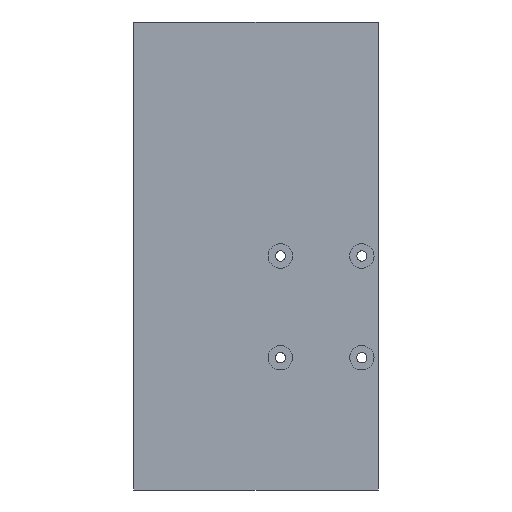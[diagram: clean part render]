
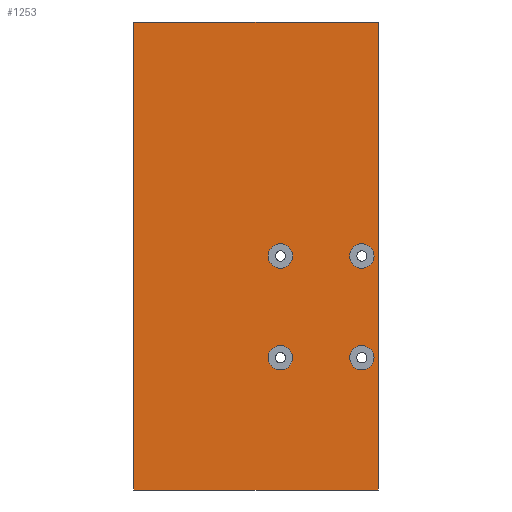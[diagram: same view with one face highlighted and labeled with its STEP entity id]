
A CAD part, front view. The second image highlights one B-rep face of the part: STEP entity #1253.
In plain terms, the highlighted planar face has unit normal (0, -1, 0).
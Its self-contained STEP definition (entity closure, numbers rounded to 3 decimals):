
#22 = DIRECTION ( 'NONE',  ( 0., 1., 0. ) ) ;
#25 = VERTEX_POINT ( 'NONE', #32 ) ;
#32 = CARTESIAN_POINT ( 'NONE',  ( 26., 0., -20.5 ) ) ;
#40 = VERTEX_POINT ( 'NONE', #586 ) ;
#58 = DIRECTION ( 'NONE',  ( 0., 0., -1. ) ) ;
#64 = ORIENTED_EDGE ( 'NONE', *, *, #797, .F. ) ;
#65 = AXIS2_PLACEMENT_3D ( 'NONE', #1135, #1379, #1272 ) ;
#66 = CARTESIAN_POINT ( 'NONE',  ( -30., 0., 50. ) ) ;
#69 = DIRECTION ( 'NONE',  ( 0., 0., -1. ) ) ;
#88 = VERTEX_POINT ( 'NONE', #1088 ) ;
#93 = EDGE_LOOP ( 'NONE', ( #95, #211 ) ) ;
#95 = ORIENTED_EDGE ( 'NONE', *, *, #982, .F. ) ;
#102 = CARTESIAN_POINT ( 'NONE',  ( 6., 0., 7.5 ) ) ;
#117 = VERTEX_POINT ( 'NONE', #847 ) ;
#127 = FACE_BOUND ( 'NONE', #1065, .T. ) ;
#135 = VECTOR ( 'NONE', #1060, 1000. ) ;
#139 = DIRECTION ( 'NONE',  ( 0., -1., 0. ) ) ;
#146 = FACE_BOUND ( 'NONE', #93, .T. ) ;
#168 = EDGE_CURVE ( 'NONE', #25, #508, #1312, .T. ) ;
#192 = CARTESIAN_POINT ( 'NONE',  ( 26., 0., 7.5 ) ) ;
#204 = CIRCLE ( 'NONE', #275, 3. ) ;
#206 = VECTOR ( 'NONE', #288, 1000. ) ;
#210 = DIRECTION ( 'NONE',  ( 0., -1., 0. ) ) ;
#211 = ORIENTED_EDGE ( 'NONE', *, *, #1206, .F. ) ;
#229 = ORIENTED_EDGE ( 'NONE', *, *, #168, .F. ) ;
#253 = ORIENTED_EDGE ( 'NONE', *, *, #890, .F. ) ;
#264 = DIRECTION ( 'NONE',  ( 0., 0., -1. ) ) ;
#266 = LINE ( 'NONE', #1284, #135 ) ;
#275 = AXIS2_PLACEMENT_3D ( 'NONE', #102, #1320, #540 ) ;
#281 = CARTESIAN_POINT ( 'NONE',  ( 26., 0., 10.5 ) ) ;
#288 = DIRECTION ( 'NONE',  ( 0., 0., 1. ) ) ;
#296 = CIRCLE ( 'NONE', #410, 3. ) ;
#297 = DIRECTION ( 'NONE',  ( 0., 0., -1. ) ) ;
#333 = ORIENTED_EDGE ( 'NONE', *, *, #551, .F. ) ;
#359 = DIRECTION ( 'NONE',  ( 0., -1., 0. ) ) ;
#363 = AXIS2_PLACEMENT_3D ( 'NONE', #1412, #521, #297 ) ;
#391 = CIRCLE ( 'NONE', #809, 3. ) ;
#395 = CARTESIAN_POINT ( 'NONE',  ( 26., 0., -17.5 ) ) ;
#399 = CARTESIAN_POINT ( 'NONE',  ( 30., 0., -50. ) ) ;
#405 = LINE ( 'NONE', #399, #544 ) ;
#410 = AXIS2_PLACEMENT_3D ( 'NONE', #967, #1403, #69 ) ;
#454 = CARTESIAN_POINT ( 'NONE',  ( 26., 0., 4.5 ) ) ;
#462 = FACE_BOUND ( 'NONE', #1172, .T. ) ;
#493 = CARTESIAN_POINT ( 'NONE',  ( 30., 0., 50. ) ) ;
#508 = VERTEX_POINT ( 'NONE', #1359 ) ;
#512 = EDGE_CURVE ( 'NONE', #508, #25, #1070, .T. ) ;
#521 = DIRECTION ( 'NONE',  ( 0., -1., 0. ) ) ;
#540 = DIRECTION ( 'NONE',  ( 0., 0., -1. ) ) ;
#544 = VECTOR ( 'NONE', #1076, 1000. ) ;
#546 = ORIENTED_EDGE ( 'NONE', *, *, #1307, .F. ) ;
#549 = AXIS2_PLACEMENT_3D ( 'NONE', #812, #22, #910 ) ;
#551 = EDGE_CURVE ( 'NONE', #88, #1012, #1086, .T. ) ;
#558 = CARTESIAN_POINT ( 'NONE',  ( 6., 0., 7.5 ) ) ;
#586 = CARTESIAN_POINT ( 'NONE',  ( 30., 0., 65. ) ) ;
#609 = DIRECTION ( 'NONE',  ( 0., -1., 0. ) ) ;
#630 = DIRECTION ( 'NONE',  ( 0., 0., -1. ) ) ;
#638 = ORIENTED_EDGE ( 'NONE', *, *, #1057, .F. ) ;
#657 = DIRECTION ( 'NONE',  ( 0., 0., -1. ) ) ;
#658 = ORIENTED_EDGE ( 'NONE', *, *, #1323, .F. ) ;
#666 = AXIS2_PLACEMENT_3D ( 'NONE', #558, #139, #1148 ) ;
#676 = CARTESIAN_POINT ( 'NONE',  ( -30., 0., -50. ) ) ;
#696 = AXIS2_PLACEMENT_3D ( 'NONE', #395, #359, #264 ) ;
#712 = LINE ( 'NONE', #66, #206 ) ;
#717 = LINE ( 'NONE', #493, #814 ) ;
#724 = VERTEX_POINT ( 'NONE', #676 ) ;
#765 = CARTESIAN_POINT ( 'NONE',  ( 6., 0., -17.5 ) ) ;
#797 = EDGE_CURVE ( 'NONE', #1321, #724, #405, .T. ) ;
#809 = AXIS2_PLACEMENT_3D ( 'NONE', #192, #609, #630 ) ;
#812 = CARTESIAN_POINT ( 'NONE',  ( 0., 0., 0. ) ) ;
#814 = VECTOR ( 'NONE', #58, 1000. ) ;
#827 = CARTESIAN_POINT ( 'NONE',  ( -30., 0., 65. ) ) ;
#846 = EDGE_CURVE ( 'NONE', #1158, #1342, #296, .T. ) ;
#847 = CARTESIAN_POINT ( 'NONE',  ( 6., 0., 4.5 ) ) ;
#876 = EDGE_LOOP ( 'NONE', ( #229, #932 ) ) ;
#890 = EDGE_CURVE ( 'NONE', #1342, #1158, #391, .T. ) ;
#910 = DIRECTION ( 'NONE',  ( 0., 0., 1. ) ) ;
#917 = PLANE ( 'NONE',  #549 ) ;
#932 = ORIENTED_EDGE ( 'NONE', *, *, #512, .F. ) ;
#967 = CARTESIAN_POINT ( 'NONE',  ( 26., 0., 7.5 ) ) ;
#982 = EDGE_CURVE ( 'NONE', #117, #1191, #204, .T. ) ;
#998 = ORIENTED_EDGE ( 'NONE', *, *, #846, .F. ) ;
#1012 = VERTEX_POINT ( 'NONE', #1410 ) ;
#1018 = CIRCLE ( 'NONE', #666, 3. ) ;
#1021 = FACE_BOUND ( 'NONE', #876, .T. ) ;
#1057 = EDGE_CURVE ( 'NONE', #1012, #88, #1246, .T. ) ;
#1060 = DIRECTION ( 'NONE',  ( 1., 0., 0. ) ) ;
#1065 = EDGE_LOOP ( 'NONE', ( #638, #333 ) ) ;
#1070 = CIRCLE ( 'NONE', #696, 3. ) ;
#1076 = DIRECTION ( 'NONE',  ( -1., 0., 0. ) ) ;
#1086 = CIRCLE ( 'NONE', #65, 3. ) ;
#1088 = CARTESIAN_POINT ( 'NONE',  ( 6., 0., -14.5 ) ) ;
#1127 = CARTESIAN_POINT ( 'NONE',  ( 6., 0., 10.5 ) ) ;
#1135 = CARTESIAN_POINT ( 'NONE',  ( 6., 0., -17.5 ) ) ;
#1148 = DIRECTION ( 'NONE',  ( 0., 0., -1. ) ) ;
#1158 = VERTEX_POINT ( 'NONE', #454 ) ;
#1170 = ORIENTED_EDGE ( 'NONE', *, *, #1303, .F. ) ;
#1172 = EDGE_LOOP ( 'NONE', ( #998, #253 ) ) ;
#1191 = VERTEX_POINT ( 'NONE', #1127 ) ;
#1200 = AXIS2_PLACEMENT_3D ( 'NONE', #765, #210, #657 ) ;
#1206 = EDGE_CURVE ( 'NONE', #1191, #117, #1018, .T. ) ;
#1246 = CIRCLE ( 'NONE', #1200, 3. ) ;
#1253 = ADVANCED_FACE ( 'NONE', ( #462, #127, #1021, #146, #1360 ), #917, .F. ) ;
#1264 = CARTESIAN_POINT ( 'NONE',  ( 30., 0., -50. ) ) ;
#1272 = DIRECTION ( 'NONE',  ( 0., 0., -1. ) ) ;
#1284 = CARTESIAN_POINT ( 'NONE',  ( -96.708, 0., 65. ) ) ;
#1303 = EDGE_CURVE ( 'NONE', #1332, #40, #266, .T. ) ;
#1307 = EDGE_CURVE ( 'NONE', #724, #1332, #712, .T. ) ;
#1312 = CIRCLE ( 'NONE', #363, 3. ) ;
#1320 = DIRECTION ( 'NONE',  ( 0., -1., 0. ) ) ;
#1321 = VERTEX_POINT ( 'NONE', #1264 ) ;
#1323 = EDGE_CURVE ( 'NONE', #40, #1321, #717, .T. ) ;
#1332 = VERTEX_POINT ( 'NONE', #827 ) ;
#1342 = VERTEX_POINT ( 'NONE', #281 ) ;
#1351 = EDGE_LOOP ( 'NONE', ( #546, #64, #658, #1170 ) ) ;
#1359 = CARTESIAN_POINT ( 'NONE',  ( 26., 0., -14.5 ) ) ;
#1360 = FACE_OUTER_BOUND ( 'NONE', #1351, .T. ) ;
#1379 = DIRECTION ( 'NONE',  ( 0., -1., 0. ) ) ;
#1403 = DIRECTION ( 'NONE',  ( 0., -1., 0. ) ) ;
#1410 = CARTESIAN_POINT ( 'NONE',  ( 6., 0., -20.5 ) ) ;
#1412 = CARTESIAN_POINT ( 'NONE',  ( 26., 0., -17.5 ) ) ;
